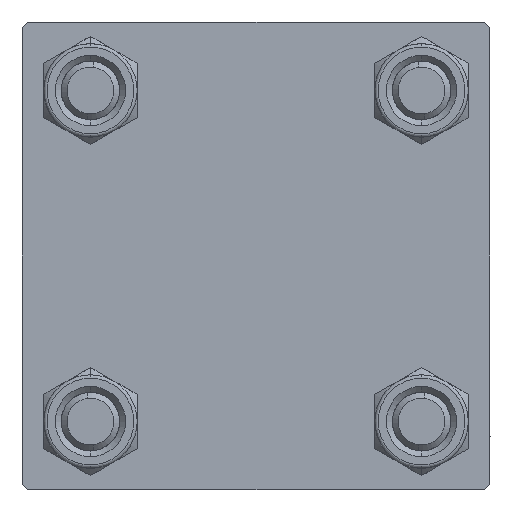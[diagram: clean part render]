
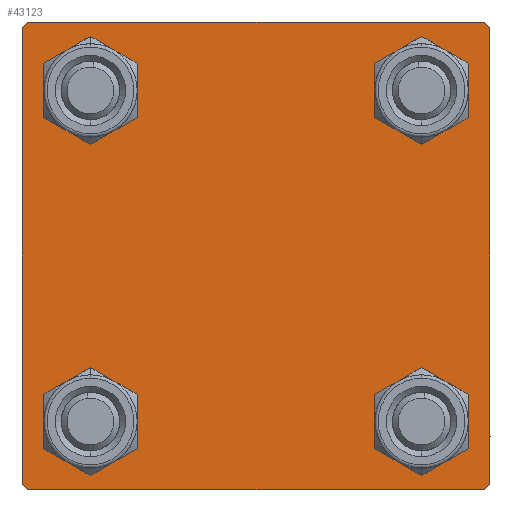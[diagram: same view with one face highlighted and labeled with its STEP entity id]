
A CAD part, left-side view. The second image highlights one B-rep face of the part: STEP entity #43123.
In plain terms, the highlighted planar face has unit normal (-1, 0, 0).
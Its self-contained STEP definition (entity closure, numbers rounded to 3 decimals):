
#117 = CARTESIAN_POINT ( 'NONE',  ( 0., -19.5, 20. ) ) ;
#312 = CARTESIAN_POINT ( 'NONE',  ( 0., -14.15, -14.15 ) ) ;
#382 = LINE ( 'NONE', #15615, #44826 ) ;
#483 = AXIS2_PLACEMENT_3D ( 'NONE', #30364, #11349, #22519 ) ;
#789 = VERTEX_POINT ( 'NONE', #21812 ) ;
#1113 = VECTOR ( 'NONE', #39293, 1000. ) ;
#1279 = EDGE_CURVE ( 'NONE', #5106, #47877, #47003, .T. ) ;
#1941 = DIRECTION ( 'NONE',  ( 0., 0., 1. ) ) ;
#2191 = DIRECTION ( 'NONE',  ( 1., 0., 0. ) ) ;
#2655 = CARTESIAN_POINT ( 'NONE',  ( 0., -20., 20. ) ) ;
#3176 = EDGE_CURVE ( 'NONE', #789, #20105, #16364, .T. ) ;
#4296 = CARTESIAN_POINT ( 'NONE',  ( 0., 20., 20. ) ) ;
#4313 = CARTESIAN_POINT ( 'NONE',  ( 0., 20., 20. ) ) ;
#4415 = DIRECTION ( 'NONE',  ( 0., -0.707, 0.707 ) ) ;
#4531 = CARTESIAN_POINT ( 'NONE',  ( 0., 19.75, 19.75 ) ) ;
#5033 = VERTEX_POINT ( 'NONE', #42128 ) ;
#5106 = VERTEX_POINT ( 'NONE', #7413 ) ;
#5328 = AXIS2_PLACEMENT_3D ( 'NONE', #8300, #20468, #31606 ) ;
#5662 = VERTEX_POINT ( 'NONE', #46749 ) ;
#5702 = CARTESIAN_POINT ( 'NONE',  ( 0., -14.15, -14.15 ) ) ;
#5730 = ORIENTED_EDGE ( 'NONE', *, *, #6853, .T. ) ;
#5887 = DIRECTION ( 'NONE',  ( 0., 0., 1. ) ) ;
#5964 = DIRECTION ( 'NONE',  ( 0., -1., 0. ) ) ;
#6752 = VERTEX_POINT ( 'NONE', #27318 ) ;
#6831 = FACE_BOUND ( 'NONE', #16380, .T. ) ;
#6853 = EDGE_CURVE ( 'NONE', #31969, #46539, #24519, .T. ) ;
#7413 = CARTESIAN_POINT ( 'NONE',  ( 0., -14.15, 17.15 ) ) ;
#8208 = CARTESIAN_POINT ( 'NONE',  ( 0., -14.15, -11.15 ) ) ;
#8300 = CARTESIAN_POINT ( 'NONE',  ( 0., 14.15, -14.15 ) ) ;
#9054 = VERTEX_POINT ( 'NONE', #33981 ) ;
#9510 = DIRECTION ( 'NONE',  ( 0., 0., 1. ) ) ;
#9793 = AXIS2_PLACEMENT_3D ( 'NONE', #10551, #2191, #1941 ) ;
#9969 = CARTESIAN_POINT ( 'NONE',  ( 0., -20., 19.5 ) ) ;
#10415 = ORIENTED_EDGE ( 'NONE', *, *, #17773, .T. ) ;
#10430 = EDGE_LOOP ( 'NONE', ( #19865, #35754 ) ) ;
#10551 = CARTESIAN_POINT ( 'NONE',  ( 0., -14.15, 14.15 ) ) ;
#11349 = DIRECTION ( 'NONE',  ( 1., 0., 0. ) ) ;
#11514 = EDGE_LOOP ( 'NONE', ( #5730, #25036 ) ) ;
#11563 = ORIENTED_EDGE ( 'NONE', *, *, #48361, .T. ) ;
#11626 = FACE_OUTER_BOUND ( 'NONE', #46728, .T. ) ;
#12935 = VERTEX_POINT ( 'NONE', #117 ) ;
#12945 = VECTOR ( 'NONE', #15703, 1000. ) ;
#13101 = VERTEX_POINT ( 'NONE', #31307 ) ;
#13313 = EDGE_CURVE ( 'NONE', #9054, #12935, #40051, .T. ) ;
#13832 = DIRECTION ( 'NONE',  ( 0., 0., -1. ) ) ;
#13861 = EDGE_LOOP ( 'NONE', ( #48002, #45514 ) ) ;
#13910 = EDGE_CURVE ( 'NONE', #33207, #12935, #382, .T. ) ;
#14943 = DIRECTION ( 'NONE',  ( -1., 0., 0. ) ) ;
#15615 = CARTESIAN_POINT ( 'NONE',  ( 0., -19.75, 19.75 ) ) ;
#15630 = EDGE_CURVE ( 'NONE', #32286, #34133, #40894, .T. ) ;
#15703 = DIRECTION ( 'NONE',  ( 0., 0.707, -0.707 ) ) ;
#15798 = DIRECTION ( 'NONE',  ( 0., 0., 1. ) ) ;
#16364 = LINE ( 'NONE', #20676, #20320 ) ;
#16380 = EDGE_LOOP ( 'NONE', ( #36505, #11563 ) ) ;
#17367 = AXIS2_PLACEMENT_3D ( 'NONE', #40608, #36800, #5887 ) ;
#17773 = EDGE_CURVE ( 'NONE', #21893, #13101, #23444, .T. ) ;
#18463 = EDGE_CURVE ( 'NONE', #5662, #5033, #49859, .T. ) ;
#18498 = FACE_BOUND ( 'NONE', #13861, .T. ) ;
#18672 = CARTESIAN_POINT ( 'NONE',  ( 0., -14.15, 14.15 ) ) ;
#19249 = PLANE ( 'NONE',  #43574 ) ;
#19865 = ORIENTED_EDGE ( 'NONE', *, *, #15630, .T. ) ;
#19935 = CARTESIAN_POINT ( 'NONE',  ( 0., 14.15, 17.15 ) ) ;
#19938 = EDGE_CURVE ( 'NONE', #5033, #5662, #23997, .T. ) ;
#20012 = LINE ( 'NONE', #4531, #12945 ) ;
#20105 = VERTEX_POINT ( 'NONE', #27501 ) ;
#20320 = VECTOR ( 'NONE', #47271, 1000. ) ;
#20468 = DIRECTION ( 'NONE',  ( 1., 0., 0. ) ) ;
#20676 = CARTESIAN_POINT ( 'NONE',  ( 0., 19.75, -19.75 ) ) ;
#21398 = EDGE_CURVE ( 'NONE', #34133, #32286, #40247, .T. ) ;
#21421 = CARTESIAN_POINT ( 'NONE',  ( 0., 20., -20. ) ) ;
#21613 = ORIENTED_EDGE ( 'NONE', *, *, #3176, .T. ) ;
#21812 = CARTESIAN_POINT ( 'NONE',  ( 0., 20., -19.5 ) ) ;
#21893 = VERTEX_POINT ( 'NONE', #38244 ) ;
#22356 = ORIENTED_EDGE ( 'NONE', *, *, #26906, .T. ) ;
#22519 = DIRECTION ( 'NONE',  ( 0., 0., 1. ) ) ;
#23444 = LINE ( 'NONE', #31041, #24769 ) ;
#23902 = DIRECTION ( 'NONE',  ( 1., 0., 0. ) ) ;
#23997 = CIRCLE ( 'NONE', #483, 3. ) ;
#24519 = CIRCLE ( 'NONE', #29393, 3. ) ;
#24769 = VECTOR ( 'NONE', #4415, 1000. ) ;
#25036 = ORIENTED_EDGE ( 'NONE', *, *, #28775, .T. ) ;
#26603 = DIRECTION ( 'NONE',  ( 0., 0., 1. ) ) ;
#26906 = EDGE_CURVE ( 'NONE', #6752, #789, #43583, .T. ) ;
#27318 = CARTESIAN_POINT ( 'NONE',  ( 0., 20., 19.5 ) ) ;
#27501 = CARTESIAN_POINT ( 'NONE',  ( 0., 19.5, -20. ) ) ;
#28426 = ORIENTED_EDGE ( 'NONE', *, *, #32096, .F. ) ;
#28775 = EDGE_CURVE ( 'NONE', #46539, #31969, #35987, .T. ) ;
#29393 = AXIS2_PLACEMENT_3D ( 'NONE', #44777, #41968, #33127 ) ;
#30147 = FACE_BOUND ( 'NONE', #10430, .T. ) ;
#30364 = CARTESIAN_POINT ( 'NONE',  ( 0., 14.15, -14.15 ) ) ;
#30647 = EDGE_CURVE ( 'NONE', #20105, #21893, #44485, .T. ) ;
#30649 = FACE_BOUND ( 'NONE', #11514, .T. ) ;
#31041 = CARTESIAN_POINT ( 'NONE',  ( 0., -19.75, -19.75 ) ) ;
#31064 = DIRECTION ( 'NONE',  ( 0., 0.707, 0.707 ) ) ;
#31307 = CARTESIAN_POINT ( 'NONE',  ( 0., -20., -19.5 ) ) ;
#31597 = AXIS2_PLACEMENT_3D ( 'NONE', #18672, #42461, #46025 ) ;
#31606 = DIRECTION ( 'NONE',  ( 0., 0., 1. ) ) ;
#31969 = VERTEX_POINT ( 'NONE', #19935 ) ;
#32096 = EDGE_CURVE ( 'NONE', #33207, #13101, #44742, .T. ) ;
#32170 = CARTESIAN_POINT ( 'NONE',  ( 0., 14.15, 11.15 ) ) ;
#32286 = VERTEX_POINT ( 'NONE', #8208 ) ;
#33127 = DIRECTION ( 'NONE',  ( 0., 0., 1. ) ) ;
#33207 = VERTEX_POINT ( 'NONE', #9969 ) ;
#33705 = ORIENTED_EDGE ( 'NONE', *, *, #13313, .F. ) ;
#33981 = CARTESIAN_POINT ( 'NONE',  ( 0., 19.5, 20. ) ) ;
#34133 = VERTEX_POINT ( 'NONE', #36199 ) ;
#35221 = DIRECTION ( 'NONE',  ( 0., 0., -1. ) ) ;
#35754 = ORIENTED_EDGE ( 'NONE', *, *, #21398, .T. ) ;
#35987 = CIRCLE ( 'NONE', #17367, 3. ) ;
#36199 = CARTESIAN_POINT ( 'NONE',  ( 0., -14.15, -17.15 ) ) ;
#36505 = ORIENTED_EDGE ( 'NONE', *, *, #1279, .T. ) ;
#36800 = DIRECTION ( 'NONE',  ( 1., 0., 0. ) ) ;
#36864 = DIRECTION ( 'NONE',  ( 1., 0., 0. ) ) ;
#38244 = CARTESIAN_POINT ( 'NONE',  ( 0., -19.5, -20. ) ) ;
#39293 = DIRECTION ( 'NONE',  ( 0., -1., 0. ) ) ;
#39439 = AXIS2_PLACEMENT_3D ( 'NONE', #312, #23902, #15798 ) ;
#39575 = ORIENTED_EDGE ( 'NONE', *, *, #30647, .T. ) ;
#40051 = LINE ( 'NONE', #4313, #1113 ) ;
#40121 = ORIENTED_EDGE ( 'NONE', *, *, #13910, .T. ) ;
#40247 = CIRCLE ( 'NONE', #39439, 3. ) ;
#40608 = CARTESIAN_POINT ( 'NONE',  ( 0., 14.15, 14.15 ) ) ;
#40894 = CIRCLE ( 'NONE', #47363, 3. ) ;
#41968 = DIRECTION ( 'NONE',  ( 1., 0., 0. ) ) ;
#42046 = CARTESIAN_POINT ( 'NONE',  ( 0., 0., 0. ) ) ;
#42128 = CARTESIAN_POINT ( 'NONE',  ( 0., 14.15, -11.15 ) ) ;
#42461 = DIRECTION ( 'NONE',  ( 1., 0., 0. ) ) ;
#42494 = VECTOR ( 'NONE', #5964, 1000. ) ;
#43123 = ADVANCED_FACE ( 'NONE', ( #6831, #30147, #18498, #30649, #11626 ), #19249, .T. ) ;
#43518 = VECTOR ( 'NONE', #35221, 1000. ) ;
#43574 = AXIS2_PLACEMENT_3D ( 'NONE', #42046, #14943, #26603 ) ;
#43583 = LINE ( 'NONE', #4296, #43518 ) ;
#44485 = LINE ( 'NONE', #21421, #42494 ) ;
#44562 = CIRCLE ( 'NONE', #31597, 3. ) ;
#44742 = LINE ( 'NONE', #2655, #49846 ) ;
#44777 = CARTESIAN_POINT ( 'NONE',  ( 0., 14.15, 14.15 ) ) ;
#44826 = VECTOR ( 'NONE', #31064, 1000. ) ;
#45453 = CARTESIAN_POINT ( 'NONE',  ( 0., -14.15, 11.15 ) ) ;
#45514 = ORIENTED_EDGE ( 'NONE', *, *, #18463, .T. ) ;
#46025 = DIRECTION ( 'NONE',  ( 0., 0., 1. ) ) ;
#46383 = EDGE_CURVE ( 'NONE', #9054, #6752, #20012, .T. ) ;
#46539 = VERTEX_POINT ( 'NONE', #32170 ) ;
#46728 = EDGE_LOOP ( 'NONE', ( #22356, #21613, #39575, #10415, #28426, #40121, #33705, #48416 ) ) ;
#46749 = CARTESIAN_POINT ( 'NONE',  ( 0., 14.15, -17.15 ) ) ;
#47003 = CIRCLE ( 'NONE', #9793, 3. ) ;
#47271 = DIRECTION ( 'NONE',  ( 0., -0.707, -0.707 ) ) ;
#47363 = AXIS2_PLACEMENT_3D ( 'NONE', #5702, #36864, #9510 ) ;
#47877 = VERTEX_POINT ( 'NONE', #45453 ) ;
#48002 = ORIENTED_EDGE ( 'NONE', *, *, #19938, .T. ) ;
#48361 = EDGE_CURVE ( 'NONE', #47877, #5106, #44562, .T. ) ;
#48416 = ORIENTED_EDGE ( 'NONE', *, *, #46383, .T. ) ;
#49846 = VECTOR ( 'NONE', #13832, 1000. ) ;
#49859 = CIRCLE ( 'NONE', #5328, 3. ) ;
